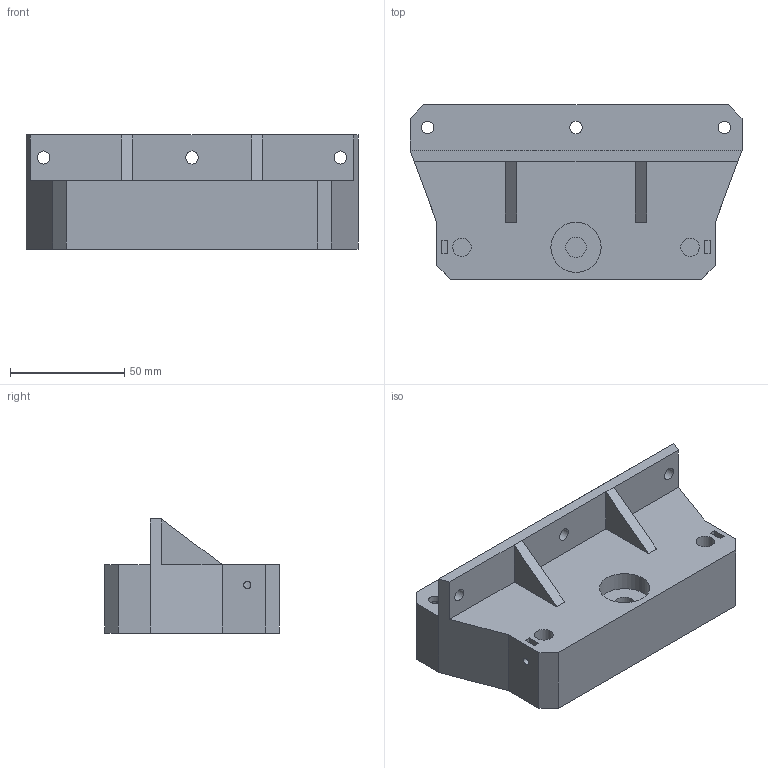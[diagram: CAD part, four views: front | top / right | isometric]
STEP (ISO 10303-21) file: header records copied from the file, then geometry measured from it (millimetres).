
FILE_DESCRIPTION(/* description */ ('STEP AP242','CAx-IF Rec.Pracs.---Representation and Presentation of Product Manufacturing Information (PMI)---4.0---2014-10-13','CAx-IF Rec.Pracs.---3D Tessellated Geometry---0.4---2014-09-14','2;1'),/* implementation_level */ '2;1');
FILE_NAME(/* name */ '6802762e3c47a25fae0766c5',/* time_stamp */ '2025-04-18T15:56:30Z',/* author */ (''),/* organization */ (''),/* preprocessor_version */ 'ST-DEVELOPER v20',/* originating_system */ 'ONSHAPE BY PTC INC, 1.196',/* authorisation */ ' ');
FILE_SCHEMA (('AP242_MANAGED_MODEL_BASED_3D_ENGINEERING_MIM_LF { 1 0 10303 442 1 1 4 }'));
Length unit declared in the file: metre
Products named in the file (1): Base Block
Bounding box: 145.5 x 76.5 x 50 mm (x, y, z)
Volume: 302625.2 mm3; surface area: 45198.2 mm2
Topology: 1 solids, 1 shells, 135 faces, 327 edges, 200 vertices
Faces by surface type: plane 118, cylinder 17
Full cylindrical faces by diameter (mm): 3.2 x4, 5.5 x3, 8.1 x2, 9 x1, 13 x3, 22 x1
Entity records: 3805 total; most frequent: CARTESIAN_POINT 657, DIRECTION 639, ORIENTED_EDGE 614, EDGE_CURVE 307, LINE 243, VECTOR 243, AXIS2_PLACEMENT_3D 198, VERTEX_POINT 194
